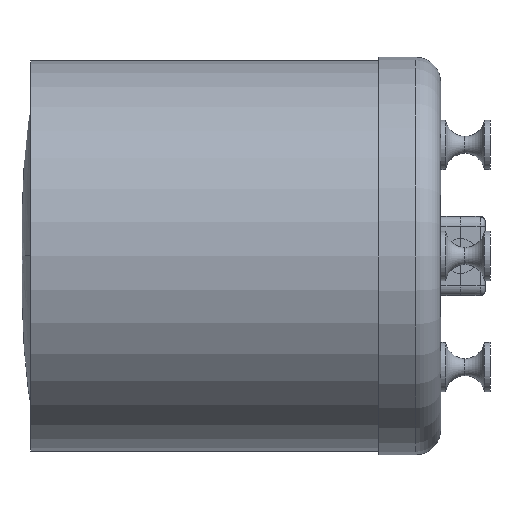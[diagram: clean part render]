
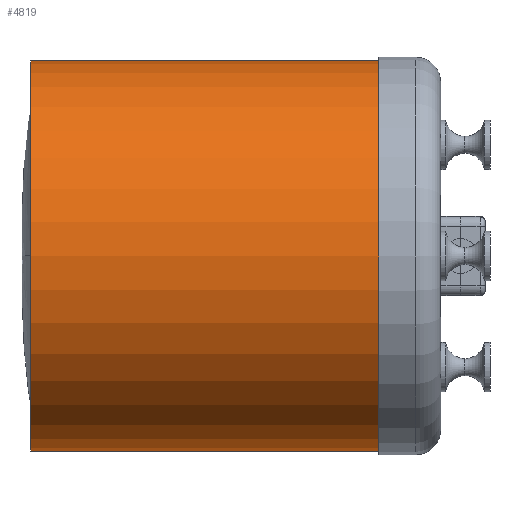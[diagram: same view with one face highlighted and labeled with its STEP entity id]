
A CAD part, left-side view. The second image highlights one B-rep face of the part: STEP entity #4819.
In plain terms, the highlighted cylindrical face has radius 79 mm (diameter 158 mm), a partial arc.
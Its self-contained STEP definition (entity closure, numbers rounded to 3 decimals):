
#56 = DIRECTION ( 'NONE',  ( 0., 1., 0. ) ) ;
#80 = EDGE_LOOP ( 'NONE', ( #1516, #926, #2602, #7926 ) ) ;
#146 = FACE_OUTER_BOUND ( 'NONE', #80, .T. ) ;
#508 = EDGE_CURVE ( 'NONE', #7503, #2614, #1709, .T. ) ;
#566 = LINE ( 'NONE', #7107, #7462 ) ;
#926 = ORIENTED_EDGE ( 'NONE', *, *, #2617, .T. ) ;
#1008 = EDGE_CURVE ( 'NONE', #4779, #2614, #4416, .T. ) ;
#1309 = DIRECTION ( 'NONE',  ( 0., 1., 0. ) ) ;
#1516 = ORIENTED_EDGE ( 'NONE', *, *, #5709, .F. ) ;
#1709 = CIRCLE ( 'NONE', #5481, 79. ) ;
#1874 = VERTEX_POINT ( 'NONE', #8379 ) ;
#2602 = ORIENTED_EDGE ( 'NONE', *, *, #1008, .T. ) ;
#2614 = VERTEX_POINT ( 'NONE', #6041 ) ;
#2617 = EDGE_CURVE ( 'NONE', #1874, #4779, #7757, .T. ) ;
#2631 = VECTOR ( 'NONE', #5299, 1000. ) ;
#2732 = CARTESIAN_POINT ( 'NONE',  ( -25.503, 57.899, -79. ) ) ;
#3995 = DIRECTION ( 'NONE',  ( 0., 1., 0. ) ) ;
#4059 = CARTESIAN_POINT ( 'NONE',  ( -25.503, -96.101, 0. ) ) ;
#4171 = AXIS2_PLACEMENT_3D ( 'NONE', #7378, #3995, #5359 ) ;
#4416 = LINE ( 'NONE', #7295, #2631 ) ;
#4741 = DIRECTION ( 'NONE',  ( 0., 0., 1. ) ) ;
#4779 = VERTEX_POINT ( 'NONE', #7972 ) ;
#4819 = ADVANCED_FACE ( 'NONE', ( #146 ), #8634, .T. ) ;
#5299 = DIRECTION ( 'NONE',  ( 0., 1., 0. ) ) ;
#5314 = CARTESIAN_POINT ( 'NONE',  ( -25.503, 57.899, 0. ) ) ;
#5359 = DIRECTION ( 'NONE',  ( 0., 0., 1. ) ) ;
#5481 = AXIS2_PLACEMENT_3D ( 'NONE', #5314, #1309, #5990 ) ;
#5709 = EDGE_CURVE ( 'NONE', #1874, #7503, #566, .T. ) ;
#5861 = AXIS2_PLACEMENT_3D ( 'NONE', #4059, #56, #4741 ) ;
#5990 = DIRECTION ( 'NONE',  ( 0., 0., 1. ) ) ;
#6041 = CARTESIAN_POINT ( 'NONE',  ( -25.503, 57.899, 79. ) ) ;
#7107 = CARTESIAN_POINT ( 'NONE',  ( -25.503, 147.03, -79. ) ) ;
#7295 = CARTESIAN_POINT ( 'NONE',  ( -25.503, 147.03, 79. ) ) ;
#7378 = CARTESIAN_POINT ( 'NONE',  ( -25.503, 147.03, 0. ) ) ;
#7462 = VECTOR ( 'NONE', #7778, 1000. ) ;
#7503 = VERTEX_POINT ( 'NONE', #2732 ) ;
#7757 = CIRCLE ( 'NONE', #5861, 79. ) ;
#7778 = DIRECTION ( 'NONE',  ( 0., 1., 0. ) ) ;
#7926 = ORIENTED_EDGE ( 'NONE', *, *, #508, .F. ) ;
#7972 = CARTESIAN_POINT ( 'NONE',  ( -25.503, -96.101, 79. ) ) ;
#8379 = CARTESIAN_POINT ( 'NONE',  ( -25.503, -96.101, -79. ) ) ;
#8634 = CYLINDRICAL_SURFACE ( 'NONE', #4171, 79. ) ;
